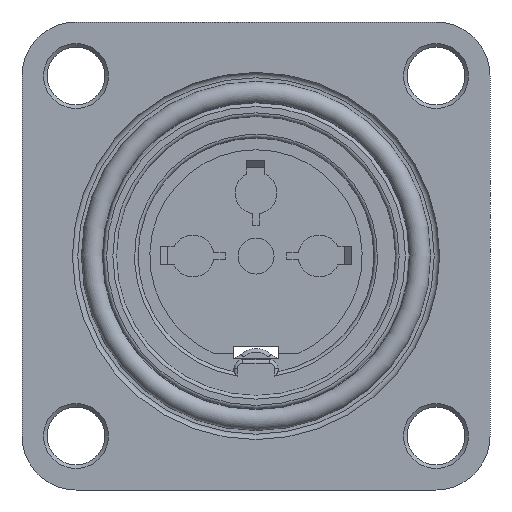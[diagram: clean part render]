
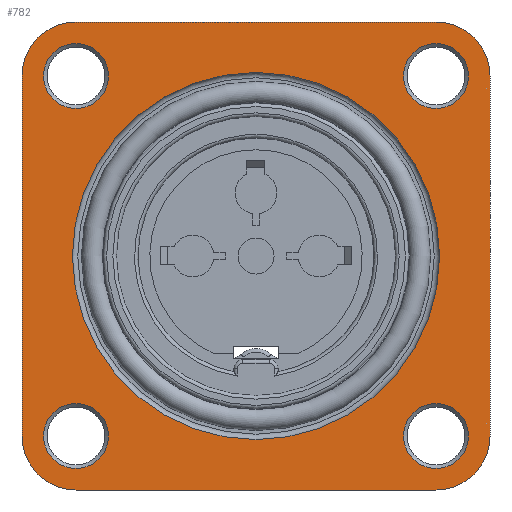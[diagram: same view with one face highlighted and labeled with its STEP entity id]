
A CAD part, front view. The second image highlights one B-rep face of the part: STEP entity #782.
In plain terms, the highlighted planar face has unit normal (0, -1, 0).
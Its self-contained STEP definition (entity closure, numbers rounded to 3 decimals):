
#782=ADVANCED_FACE('',(#1023,#1024,#1025,#1026,#1027,#1028),#936,.T.);
#936=PLANE('',#3493);
#1023=FACE_BOUND('',#1130,.T.);
#1024=FACE_BOUND('',#1131,.T.);
#1025=FACE_BOUND('',#1132,.T.);
#1026=FACE_BOUND('',#1133,.T.);
#1027=FACE_BOUND('',#1134,.T.);
#1028=FACE_BOUND('',#1135,.T.);
#1130=EDGE_LOOP('',(#1622));
#1131=EDGE_LOOP('',(#1623));
#1132=EDGE_LOOP('',(#1624));
#1133=EDGE_LOOP('',(#1625));
#1134=EDGE_LOOP('',(#1626));
#1135=EDGE_LOOP('',(#1627,#1628,#1629,#1630,#1631,#1632,#1633,#1634));
#1352=CIRCLE('',#3484,1.8);
#1353=CIRCLE('',#3485,1.8);
#1354=CIRCLE('',#3486,1.8);
#1355=CIRCLE('',#3487,1.8);
#1356=CIRCLE('',#3488,10.2);
#1357=CIRCLE('',#3489,3.);
#1358=CIRCLE('',#3490,3.);
#1359=CIRCLE('',#3491,3.);
#1360=CIRCLE('',#3492,3.);
#1622=ORIENTED_EDGE('',*,*,#2702,.T.);
#1623=ORIENTED_EDGE('',*,*,#2703,.T.);
#1624=ORIENTED_EDGE('',*,*,#2704,.T.);
#1625=ORIENTED_EDGE('',*,*,#2705,.T.);
#1626=ORIENTED_EDGE('',*,*,#2706,.F.);
#1627=ORIENTED_EDGE('',*,*,#2689,.T.);
#1628=ORIENTED_EDGE('',*,*,#2707,.T.);
#1629=ORIENTED_EDGE('',*,*,#2699,.T.);
#1630=ORIENTED_EDGE('',*,*,#2708,.T.);
#1631=ORIENTED_EDGE('',*,*,#2681,.T.);
#1632=ORIENTED_EDGE('',*,*,#2709,.T.);
#1633=ORIENTED_EDGE('',*,*,#2685,.T.);
#1634=ORIENTED_EDGE('',*,*,#2710,.T.);
#2379=VERTEX_POINT('',#4993);
#2382=VERTEX_POINT('',#4998);
#2383=VERTEX_POINT('',#5002);
#2386=VERTEX_POINT('',#5007);
#2387=VERTEX_POINT('',#5011);
#2390=VERTEX_POINT('',#5016);
#2397=VERTEX_POINT('',#5035);
#2400=VERTEX_POINT('',#5040);
#2403=VERTEX_POINT('',#5049);
#2404=VERTEX_POINT('',#5051);
#2405=VERTEX_POINT('',#5053);
#2406=VERTEX_POINT('',#5055);
#2407=VERTEX_POINT('',#5057);
#2681=EDGE_CURVE('',#2379,#2382,#3018,.T.);
#2685=EDGE_CURVE('',#2383,#2386,#3022,.T.);
#2689=EDGE_CURVE('',#2387,#2390,#3026,.T.);
#2699=EDGE_CURVE('',#2397,#2400,#3030,.T.);
#2702=EDGE_CURVE('',#2403,#2403,#1352,.T.);
#2703=EDGE_CURVE('',#2404,#2404,#1353,.T.);
#2704=EDGE_CURVE('',#2405,#2405,#1354,.T.);
#2705=EDGE_CURVE('',#2406,#2406,#1355,.T.);
#2706=EDGE_CURVE('',#2407,#2407,#1356,.T.);
#2707=EDGE_CURVE('',#2390,#2397,#1357,.T.);
#2708=EDGE_CURVE('',#2400,#2379,#1358,.T.);
#2709=EDGE_CURVE('',#2382,#2383,#1359,.T.);
#2710=EDGE_CURVE('',#2386,#2387,#1360,.T.);
#3018=LINE('',#4999,#3236);
#3022=LINE('',#5008,#3240);
#3026=LINE('',#5017,#3244);
#3030=LINE('',#5041,#3248);
#3236=VECTOR('',#3890,1.);
#3240=VECTOR('',#3896,1.);
#3244=VECTOR('',#3902,1.);
#3248=VECTOR('',#3926,1.);
#3484=AXIS2_PLACEMENT_3D('',#5048,#3935,#3936);
#3485=AXIS2_PLACEMENT_3D('',#5050,#3937,#3938);
#3486=AXIS2_PLACEMENT_3D('',#5052,#3939,#3940);
#3487=AXIS2_PLACEMENT_3D('',#5054,#3941,#3942);
#3488=AXIS2_PLACEMENT_3D('',#5056,#3943,#3944);
#3489=AXIS2_PLACEMENT_3D('',#5058,#3945,#3946);
#3490=AXIS2_PLACEMENT_3D('',#5059,#3947,#3948);
#3491=AXIS2_PLACEMENT_3D('',#5060,#3949,#3950);
#3492=AXIS2_PLACEMENT_3D('',#5061,#3951,#3952);
#3493=AXIS2_PLACEMENT_3D('',#5062,#3953,#3954);
#3890=DIRECTION('',(-1.,0.,0.));
#3896=DIRECTION('',(0.,0.,-1.));
#3902=DIRECTION('',(1.,0.,0.));
#3926=DIRECTION('',(0.,0.,1.));
#3935=DIRECTION('',(0.,1.,0.));
#3936=DIRECTION('',(0.,0.,-1.));
#3937=DIRECTION('',(0.,1.,0.));
#3938=DIRECTION('',(0.,0.,-1.));
#3939=DIRECTION('',(0.,1.,0.));
#3940=DIRECTION('',(0.,0.,-1.));
#3941=DIRECTION('',(0.,1.,0.));
#3942=DIRECTION('',(0.,0.,-1.));
#3943=DIRECTION('',(0.,-1.,0.));
#3944=DIRECTION('',(0.,0.,-1.));
#3945=DIRECTION('',(0.,-1.,0.));
#3946=DIRECTION('',(0.,0.,-1.));
#3947=DIRECTION('',(0.,-1.,0.));
#3948=DIRECTION('',(0.,0.,-1.));
#3949=DIRECTION('',(0.,-1.,0.));
#3950=DIRECTION('',(0.,0.,-1.));
#3951=DIRECTION('',(0.,-1.,0.));
#3952=DIRECTION('',(0.,0.,-1.));
#3953=DIRECTION('',(0.,-1.,0.));
#3954=DIRECTION('',(0.,0.,-1.));
#4993=CARTESIAN_POINT('',(10.,-10.,13.));
#4998=CARTESIAN_POINT('',(-10.,-10.,13.));
#4999=CARTESIAN_POINT('',(13.,-10.,13.));
#5002=CARTESIAN_POINT('',(-13.,-10.,10.));
#5007=CARTESIAN_POINT('',(-13.,-10.,-10.));
#5008=CARTESIAN_POINT('',(-13.,-10.,13.));
#5011=CARTESIAN_POINT('',(-10.,-10.,-13.));
#5016=CARTESIAN_POINT('',(10.,-10.,-13.));
#5017=CARTESIAN_POINT('',(-13.,-10.,-13.));
#5035=CARTESIAN_POINT('',(13.,-10.,-10.));
#5040=CARTESIAN_POINT('',(13.,-10.,10.));
#5041=CARTESIAN_POINT('',(13.,-10.,-13.));
#5048=CARTESIAN_POINT('',(-10.,-10.,-10.));
#5049=CARTESIAN_POINT('',(-10.,-10.,-11.8));
#5050=CARTESIAN_POINT('',(-10.,-10.,10.));
#5051=CARTESIAN_POINT('',(-10.,-10.,8.2));
#5052=CARTESIAN_POINT('',(10.,-10.,10.));
#5053=CARTESIAN_POINT('',(10.,-10.,8.2));
#5054=CARTESIAN_POINT('',(10.,-10.,-10.));
#5055=CARTESIAN_POINT('',(10.,-10.,-11.8));
#5056=CARTESIAN_POINT('',(0.,-10.,0.));
#5057=CARTESIAN_POINT('',(0.,-10.,-10.2));
#5058=CARTESIAN_POINT('',(10.,-10.,-10.));
#5059=CARTESIAN_POINT('',(10.,-10.,10.));
#5060=CARTESIAN_POINT('',(-10.,-10.,10.));
#5061=CARTESIAN_POINT('',(-10.,-10.,-10.));
#5062=CARTESIAN_POINT('',(-10.,-10.,-10.));
